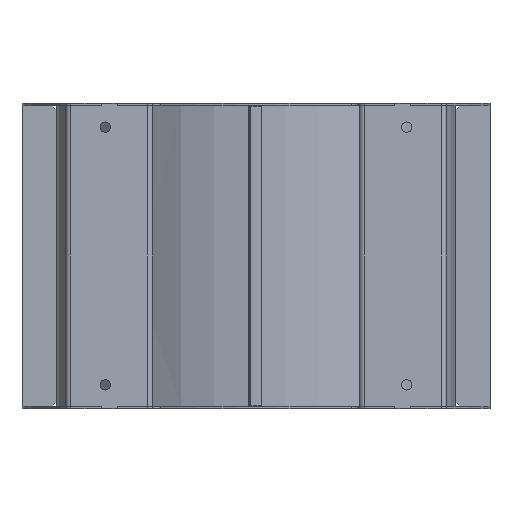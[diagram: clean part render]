
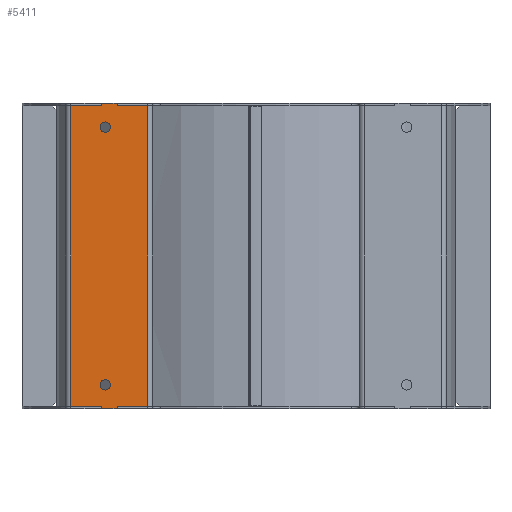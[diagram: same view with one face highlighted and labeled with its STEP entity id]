
A CAD part, front view. The second image highlights one B-rep face of the part: STEP entity #5411.
In plain terms, the highlighted planar face has unit normal (0, -1, 0).
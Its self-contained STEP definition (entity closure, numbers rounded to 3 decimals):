
#5411=ADVANCED_FACE('',(#15413,#15415,#15417),#15419,.T.);
#15413=FACE_BOUND('',#15414,.T.);
#15414=EDGE_LOOP('',(#23638,#23639,#23640,#23641,#23642,#23643,#23644,#23645,#23646,
#23647,#23648,#23649));
#15415=FACE_BOUND('',#15416,.T.);
#15416=EDGE_LOOP('',(#23650));
#15417=FACE_BOUND('',#15418,.T.);
#15418=EDGE_LOOP('',(#23651));
#15419=PLANE('',#15420);
#15420=AXIS2_PLACEMENT_3D('',#15421,#15422,#15423);
#15421=CARTESIAN_POINT('',(-195.,-305.,382.));
#15422=DIRECTION('',(0.,-1.,0.));
#15423=DIRECTION('',(1.,0.,0.));
#23638=ORIENTED_EDGE('',*,*,#28260,.F.);
#23639=ORIENTED_EDGE('',*,*,#28261,.F.);
#23640=ORIENTED_EDGE('',*,*,#28262,.T.);
#23641=ORIENTED_EDGE('',*,*,#28263,.T.);
#23642=ORIENTED_EDGE('',*,*,#28264,.F.);
#23643=ORIENTED_EDGE('',*,*,#28265,.F.);
#23644=ORIENTED_EDGE('',*,*,#28266,.T.);
#23645=ORIENTED_EDGE('',*,*,#28267,.T.);
#23646=ORIENTED_EDGE('',*,*,#28268,.F.);
#23647=ORIENTED_EDGE('',*,*,#28269,.T.);
#23648=ORIENTED_EDGE('',*,*,#28270,.F.);
#23649=ORIENTED_EDGE('',*,*,#28271,.F.);
#23650=ORIENTED_EDGE('',*,*,#28272,.T.);
#23651=ORIENTED_EDGE('',*,*,#28273,.T.);
#28260=EDGE_CURVE('',#32397,#32398,#32399,.T.);
#28261=EDGE_CURVE('',#32400,#32397,#32401,.T.);
#28262=EDGE_CURVE('',#32400,#32402,#32403,.T.);
#28263=EDGE_CURVE('',#32402,#32404,#32405,.T.);
#28264=EDGE_CURVE('',#32406,#32404,#32407,.T.);
#28265=EDGE_CURVE('',#32408,#32406,#32409,.T.);
#28266=EDGE_CURVE('',#32408,#32410,#32411,.T.);
#28267=EDGE_CURVE('',#32410,#32412,#32413,.T.);
#28268=EDGE_CURVE('',#32414,#32412,#32415,.T.);
#28269=EDGE_CURVE('',#32414,#32416,#32417,.T.);
#28270=EDGE_CURVE('',#32418,#32416,#32419,.T.);
#28271=EDGE_CURVE('',#32398,#32418,#32420,.T.);
#28272=EDGE_CURVE('',#32421,#32421,#32422,.T.);
#28273=EDGE_CURVE('',#32423,#32423,#32424,.T.);
#32397=VERTEX_POINT('',#43229);
#32398=VERTEX_POINT('',#43230);
#32399=LINE('',#43231,#43232);
#32400=VERTEX_POINT('',#43234);
#32401=LINE('',#43235,#43236);
#32402=VERTEX_POINT('',#43238);
#32403=LINE('',#43239,#43240);
#32404=VERTEX_POINT('',#43242);
#32405=LINE('',#43243,#43244);
#32406=VERTEX_POINT('',#43246);
#32407=LINE('',#43247,#43248);
#32408=VERTEX_POINT('',#43250);
#32409=LINE('',#43251,#43252);
#32410=VERTEX_POINT('',#43254);
#32411=LINE('',#43255,#43256);
#32412=VERTEX_POINT('',#43258);
#32413=LINE('',#43259,#43260);
#32414=VERTEX_POINT('',#43262);
#32415=LINE('',#43263,#43264);
#32416=VERTEX_POINT('',#43266);
#32417=LINE('',#43267,#43268);
#32418=VERTEX_POINT('',#43270);
#32419=LINE('',#43271,#43272);
#32420=LINE('',#43274,#43275);
#32421=VERTEX_POINT('',#43277);
#32422=CIRCLE('',#43278,6.5);
#32423=VERTEX_POINT('',#43282);
#32424=CIRCLE('',#43283,6.5);
#43229=CARTESIAN_POINT('',(-233.4,-305.,382.));
#43230=CARTESIAN_POINT('',(-195.,-305.,382.));
#43231=CARTESIAN_POINT('',(-233.4,-305.,382.));
#43232=VECTOR('',#43233,1.);
#43233=DIRECTION('',(1.,0.,0.));
#43234=CARTESIAN_POINT('',(-233.4,-305.,3.));
#43235=CARTESIAN_POINT('',(-233.4,-305.,3.));
#43236=VECTOR('',#43237,1.);
#43237=DIRECTION('',(0.,0.,1.));
#43238=CARTESIAN_POINT('',(-195.,-305.,3.));
#43239=CARTESIAN_POINT('',(-233.4,-305.,3.));
#43240=VECTOR('',#43241,1.);
#43241=DIRECTION('',(1.,0.,0.));
#43242=CARTESIAN_POINT('',(-195.,-305.,0.));
#43243=CARTESIAN_POINT('',(-195.,-305.,3.));
#43244=VECTOR('',#43245,1.);
#43245=DIRECTION('',(0.,0.,-1.));
#43246=CARTESIAN_POINT('',(-175.,-305.,0.));
#43247=CARTESIAN_POINT('',(-175.,-305.,0.));
#43248=VECTOR('',#43249,1.);
#43249=DIRECTION('',(-1.,0.,0.));
#43250=CARTESIAN_POINT('',(-175.,-305.,3.));
#43251=CARTESIAN_POINT('',(-175.,-305.,3.));
#43252=VECTOR('',#43253,1.);
#43253=DIRECTION('',(0.,0.,-1.));
#43254=CARTESIAN_POINT('',(-136.6,-305.,3.));
#43255=CARTESIAN_POINT('',(-175.,-305.,3.));
#43256=VECTOR('',#43257,1.);
#43257=DIRECTION('',(1.,0.,0.));
#43258=CARTESIAN_POINT('',(-136.6,-305.,382.));
#43259=CARTESIAN_POINT('',(-136.6,-305.,3.));
#43260=VECTOR('',#43261,1.);
#43261=DIRECTION('',(0.,0.,1.));
#43262=CARTESIAN_POINT('',(-175.,-305.,382.));
#43263=CARTESIAN_POINT('',(-175.,-305.,382.));
#43264=VECTOR('',#43265,1.);
#43265=DIRECTION('',(1.,0.,0.));
#43266=CARTESIAN_POINT('',(-175.,-305.,385.));
#43267=CARTESIAN_POINT('',(-175.,-305.,382.));
#43268=VECTOR('',#43269,1.);
#43269=DIRECTION('',(0.,0.,1.));
#43270=CARTESIAN_POINT('',(-195.,-305.,385.));
#43271=CARTESIAN_POINT('',(-195.,-305.,385.));
#43272=VECTOR('',#43273,1.);
#43273=DIRECTION('',(1.,0.,0.));
#43274=CARTESIAN_POINT('',(-195.,-305.,382.));
#43275=VECTOR('',#43276,1.);
#43276=DIRECTION('',(0.,0.,1.));
#43277=CARTESIAN_POINT('',(-183.5,-305.,355.));
#43278=AXIS2_PLACEMENT_3D('',#43279,#43280,#43281);
#43279=CARTESIAN_POINT('',(-190.,-305.,355.));
#43280=DIRECTION('',(-0.,1.,-0.));
#43281=DIRECTION('',(1.,0.,0.));
#43282=CARTESIAN_POINT('',(-183.5,-305.,30.));
#43283=AXIS2_PLACEMENT_3D('',#43284,#43285,#43286);
#43284=CARTESIAN_POINT('',(-190.,-305.,30.));
#43285=DIRECTION('',(-0.,1.,-0.));
#43286=DIRECTION('',(1.,0.,0.));
